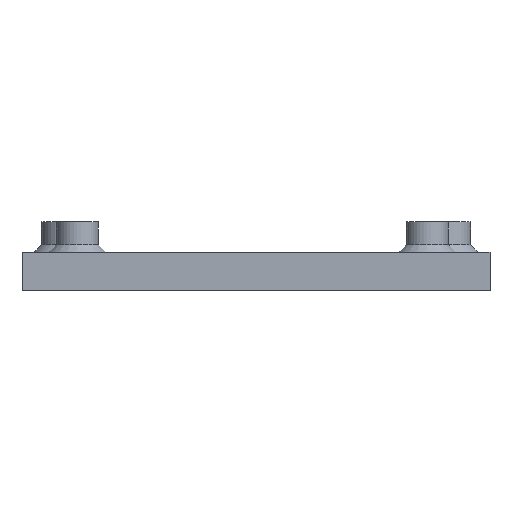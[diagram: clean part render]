
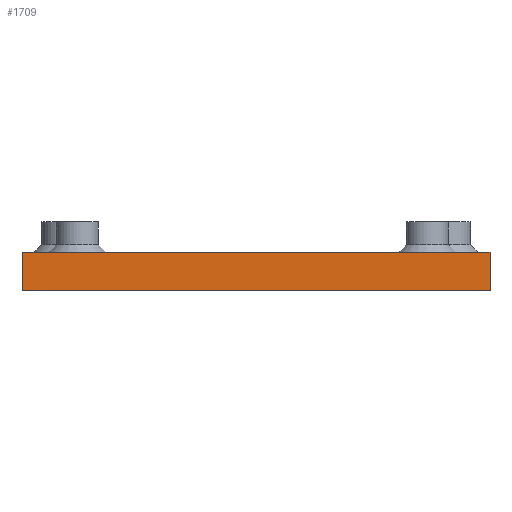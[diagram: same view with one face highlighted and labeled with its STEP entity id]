
A CAD part, left-side view. The second image highlights one B-rep face of the part: STEP entity #1709.
In plain terms, the highlighted planar face has unit normal (-1, 0, 0).
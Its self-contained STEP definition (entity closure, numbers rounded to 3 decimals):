
#122=PLANE('',#1938);
#259=FACE_OUTER_BOUND('',#415,.T.);
#415=EDGE_LOOP('',(#1567,#1568,#1569,#1570));
#442=LINE('',#2630,#554);
#487=LINE('',#2871,#599);
#520=LINE('',#2968,#632);
#527=LINE('',#2981,#639);
#554=VECTOR('',#2104,10.);
#599=VECTOR('',#2337,10.);
#632=VECTOR('',#2454,10.);
#639=VECTOR('',#2473,10.);
#801=VERTEX_POINT('',#2627);
#802=VERTEX_POINT('',#2629);
#883=VERTEX_POINT('',#2868);
#884=VERTEX_POINT('',#2870);
#966=EDGE_CURVE('',#802,#801,#442,.T.);
#1077=EDGE_CURVE('',#884,#883,#487,.T.);
#1124=EDGE_CURVE('',#884,#801,#520,.T.);
#1131=EDGE_CURVE('',#883,#802,#527,.T.);
#1567=ORIENTED_EDGE('',*,*,#966,.T.);
#1568=ORIENTED_EDGE('',*,*,#1124,.F.);
#1569=ORIENTED_EDGE('',*,*,#1077,.T.);
#1570=ORIENTED_EDGE('',*,*,#1131,.T.);
#1709=ADVANCED_FACE('',(#259),#122,.T.);
#1938=AXIS2_PLACEMENT_3D('',#2982,#2474,#2475);
#2104=DIRECTION('',(0.,1.,0.));
#2337=DIRECTION('',(0.,-1.,0.));
#2454=DIRECTION('',(0.,0.,1.));
#2473=DIRECTION('',(0.,0.,1.));
#2474=DIRECTION('center_axis',(-1.,0.,0.));
#2475=DIRECTION('ref_axis',(0.,1.,0.));
#2627=CARTESIAN_POINT('',(-166.946,9.895,3.));
#2629=CARTESIAN_POINT('',(-166.946,-51.605,3.));
#2630=CARTESIAN_POINT('',(-166.946,-42.595,3.));
#2868=CARTESIAN_POINT('',(-166.946,-51.605,-2.));
#2870=CARTESIAN_POINT('',(-166.946,9.895,-2.));
#2871=CARTESIAN_POINT('',(-166.946,3.434,-2.));
#2968=CARTESIAN_POINT('',(-166.946,9.895,-2.));
#2981=CARTESIAN_POINT('',(-166.946,-51.605,-2.));
#2982=CARTESIAN_POINT('Origin',(-166.946,-42.595,3.));
